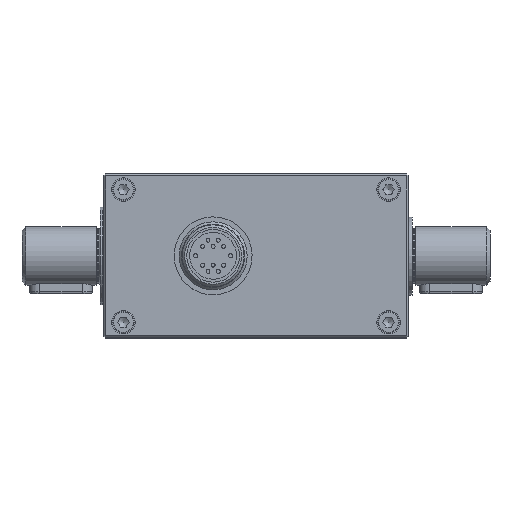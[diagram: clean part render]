
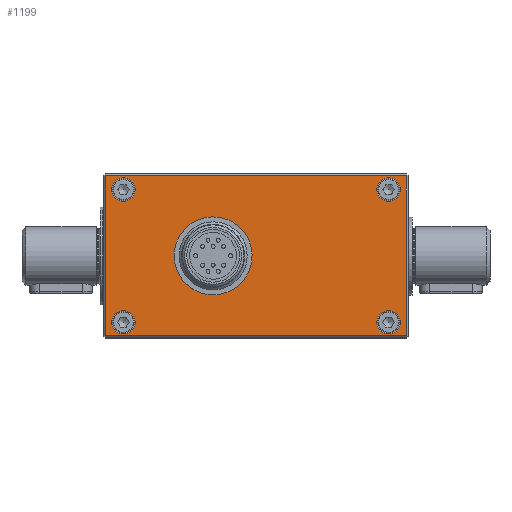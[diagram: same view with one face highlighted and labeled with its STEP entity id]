
A CAD part, top view. The second image highlights one B-rep face of the part: STEP entity #1199.
In plain terms, the highlighted face is planar.
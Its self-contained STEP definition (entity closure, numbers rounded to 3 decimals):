
#1199 = ADVANCED_FACE( '', ( #2451, #2452, #2453, #2454, #2455 ), #2456, .F. );
#2451 = FACE_OUTER_BOUND( '', #4118, .T. );
#2452 = FACE_BOUND( '', #4119, .T. );
#2453 = FACE_BOUND( '', #4120, .T. );
#2454 = FACE_BOUND( '', #4121, .T. );
#2455 = FACE_BOUND( '', #4122, .T. );
#2456 = PLANE( '', #4123 );
#4118 = EDGE_LOOP( '', ( #6114, #6115, #6116, #6117 ) );
#4119 = EDGE_LOOP( '', ( #6118 ) );
#4120 = EDGE_LOOP( '', ( #6119 ) );
#4121 = EDGE_LOOP( '', ( #6120 ) );
#4122 = EDGE_LOOP( '', ( #6121 ) );
#4123 = AXIS2_PLACEMENT_3D( '', #6122, #6123, #6124 );
#6114 = ORIENTED_EDGE( '', *, *, #8707, .T. );
#6115 = ORIENTED_EDGE( '', *, *, #8535, .T. );
#6116 = ORIENTED_EDGE( '', *, *, #8685, .T. );
#6117 = ORIENTED_EDGE( '', *, *, #8565, .T. );
#6118 = ORIENTED_EDGE( '', *, *, #8708, .T. );
#6119 = ORIENTED_EDGE( '', *, *, #8709, .T. );
#6120 = ORIENTED_EDGE( '', *, *, #8710, .T. );
#6121 = ORIENTED_EDGE( '', *, *, #8711, .T. );
#6122 = CARTESIAN_POINT( '', ( -39., 21., 0. ) );
#6123 = DIRECTION( '', ( 0., 0., 1. ) );
#6124 = DIRECTION( '', ( 1., 0., 0. ) );
#8535 = EDGE_CURVE( '', #9769, #9771, #9773, .T. );
#8565 = EDGE_CURVE( '', #9820, #9818, #9821, .T. );
#8685 = EDGE_CURVE( '', #9771, #9820, #10004, .T. );
#8707 = EDGE_CURVE( '', #9818, #9769, #10035, .T. );
#8708 = EDGE_CURVE( '', #10036, #10036, #10037, .T. );
#8709 = EDGE_CURVE( '', #10038, #10038, #10039, .T. );
#8710 = EDGE_CURVE( '', #10040, #10040, #10041, .T. );
#8711 = EDGE_CURVE( '', #10042, #10042, #10043, .T. );
#9769 = VERTEX_POINT( '', #11430 );
#9771 = VERTEX_POINT( '', #11433 );
#9773 = LINE( '', #11436, #11437 );
#9818 = VERTEX_POINT( '', #11530 );
#9820 = VERTEX_POINT( '', #11533 );
#9821 = LINE( '', #11534, #11535 );
#10004 = LINE( '', #11762, #11763 );
#10035 = LINE( '', #11809, #11810 );
#10036 = VERTEX_POINT( '', #11811 );
#10037 = CIRCLE( '', #11812, 3. );
#10038 = VERTEX_POINT( '', #11813 );
#10039 = CIRCLE( '', #11814, 3. );
#10040 = VERTEX_POINT( '', #11815 );
#10041 = CIRCLE( '', #11816, 3. );
#10042 = VERTEX_POINT( '', #11817 );
#10043 = CIRCLE( '', #11818, 3. );
#11430 = CARTESIAN_POINT( '', ( 38.5, -20.5, 0. ) );
#11433 = CARTESIAN_POINT( '', ( -38.5, -20.5, 0. ) );
#11436 = CARTESIAN_POINT( '', ( -39., -20.5, 0. ) );
#11437 = VECTOR( '', #13329, 1000. );
#11530 = CARTESIAN_POINT( '', ( 38.5, 20.5, 0. ) );
#11533 = CARTESIAN_POINT( '', ( -38.5, 20.5, 0. ) );
#11534 = CARTESIAN_POINT( '', ( -39., 20.5, 0. ) );
#11535 = VECTOR( '', #13354, 1000. );
#11762 = CARTESIAN_POINT( '', ( -38.5, 21., 0. ) );
#11763 = VECTOR( '', #13533, 1000. );
#11809 = CARTESIAN_POINT( '', ( 38.5, 21., 0. ) );
#11810 = VECTOR( '', #13553, 1000. );
#11811 = CARTESIAN_POINT( '', ( -34., -14., 0. ) );
#11812 = AXIS2_PLACEMENT_3D( '', #13554, #13555, #13556 );
#11813 = CARTESIAN_POINT( '', ( 34., -14., 0. ) );
#11814 = AXIS2_PLACEMENT_3D( '', #13557, #13558, #13559 );
#11815 = CARTESIAN_POINT( '', ( 34., 20., 0. ) );
#11816 = AXIS2_PLACEMENT_3D( '', #13560, #13561, #13562 );
#11817 = CARTESIAN_POINT( '', ( -34., 20., 0. ) );
#11818 = AXIS2_PLACEMENT_3D( '', #13563, #13564, #13565 );
#13329 = DIRECTION( '', ( -1., 0., 0. ) );
#13354 = DIRECTION( '', ( 1., 0., 0. ) );
#13533 = DIRECTION( '', ( 0., 1., 0. ) );
#13553 = DIRECTION( '', ( 0., -1., 0. ) );
#13554 = CARTESIAN_POINT( '', ( -34., -17., 0. ) );
#13555 = DIRECTION( '', ( 0., 0., 1. ) );
#13556 = DIRECTION( '', ( 0., 1., 0. ) );
#13557 = CARTESIAN_POINT( '', ( 34., -17., 0. ) );
#13558 = DIRECTION( '', ( 0., 0., 1. ) );
#13559 = DIRECTION( '', ( 0., 1., 0. ) );
#13560 = CARTESIAN_POINT( '', ( 34., 17., 0. ) );
#13561 = DIRECTION( '', ( 0., 0., 1. ) );
#13562 = DIRECTION( '', ( 0., 1., 0. ) );
#13563 = CARTESIAN_POINT( '', ( -34., 17., 0. ) );
#13564 = DIRECTION( '', ( 0., 0., 1. ) );
#13565 = DIRECTION( '', ( 0., 1., 0. ) );
